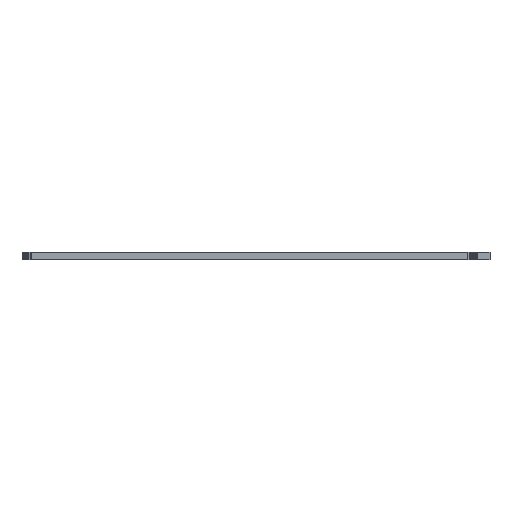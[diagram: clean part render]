
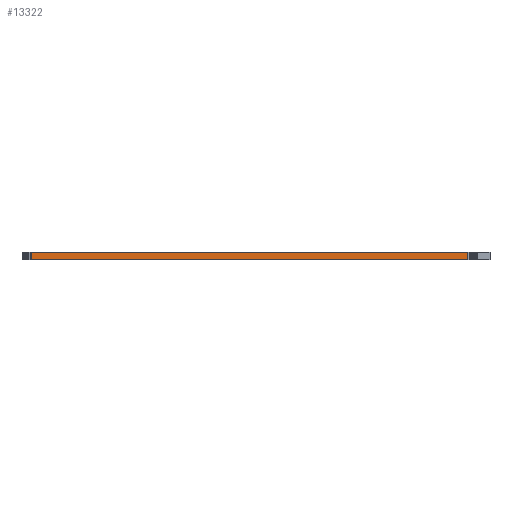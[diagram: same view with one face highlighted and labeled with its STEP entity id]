
A CAD part, front view. The second image highlights one B-rep face of the part: STEP entity #13322.
In plain terms, the highlighted planar face has unit normal (0, -1, 0).
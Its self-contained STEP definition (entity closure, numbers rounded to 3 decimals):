
#83 = PLANE('',#84);
#84 = AXIS2_PLACEMENT_3D('',#85,#86,#87);
#85 = CARTESIAN_POINT('',(214.323,-111.103,1.58));
#86 = DIRECTION('',(-0.,-0.,-1.));
#87 = DIRECTION('',(-1.,0.,0.));
#137 = PLANE('',#138);
#138 = AXIS2_PLACEMENT_3D('',#139,#140,#141);
#139 = CARTESIAN_POINT('',(214.323,-111.103,0.));
#140 = DIRECTION('',(-0.,-0.,-1.));
#141 = DIRECTION('',(-1.,0.,0.));
#946 = VERTEX_POINT('',#947);
#947 = CARTESIAN_POINT('',(244.972,-146.898,0.));
#961 = PLANE('',#962);
#962 = AXIS2_PLACEMENT_3D('',#963,#964,#965);
#963 = CARTESIAN_POINT('',(245.257,-146.877,0.));
#964 = DIRECTION('',(0.071,-0.997,0.));
#965 = DIRECTION('',(-0.997,-0.071,0.));
#973 = EDGE_CURVE('',#946,#974,#976,.T.);
#974 = VERTEX_POINT('',#975);
#975 = CARTESIAN_POINT('',(151.712,-146.904,0.));
#976 = SURFACE_CURVE('',#977,(#981,#988),.PCURVE_S1.);
#977 = LINE('',#978,#979);
#978 = CARTESIAN_POINT('',(244.972,-146.898,0.));
#979 = VECTOR('',#980,1.);
#980 = DIRECTION('',(-1.,0.,0.));
#981 = PCURVE('',#137,#982);
#982 = DEFINITIONAL_REPRESENTATION('',(#983),#987);
#983 = LINE('',#984,#985);
#984 = CARTESIAN_POINT('',(-30.649,-35.795));
#985 = VECTOR('',#986,1.);
#986 = DIRECTION('',(1.,0.));
#987 = ( GEOMETRIC_REPRESENTATION_CONTEXT(2) 
PARAMETRIC_REPRESENTATION_CONTEXT() REPRESENTATION_CONTEXT('2D SPACE',''
  ) );
#988 = PCURVE('',#989,#994);
#989 = PLANE('',#990);
#990 = AXIS2_PLACEMENT_3D('',#991,#992,#993);
#991 = CARTESIAN_POINT('',(244.972,-146.898,0.));
#992 = DIRECTION('',(0.,-1.,0.));
#993 = DIRECTION('',(-1.,0.,0.));
#994 = DEFINITIONAL_REPRESENTATION('',(#995),#999);
#995 = LINE('',#996,#997);
#996 = CARTESIAN_POINT('',(0.,0.));
#997 = VECTOR('',#998,1.);
#998 = DIRECTION('',(1.,0.));
#999 = ( GEOMETRIC_REPRESENTATION_CONTEXT(2) 
PARAMETRIC_REPRESENTATION_CONTEXT() REPRESENTATION_CONTEXT('2D SPACE',''
  ) );
#1017 = PLANE('',#1018);
#1018 = AXIS2_PLACEMENT_3D('',#1019,#1020,#1021);
#1019 = CARTESIAN_POINT('',(151.712,-146.904,0.));
#1020 = DIRECTION('',(-0.071,-0.997,0.));
#1021 = DIRECTION('',(-0.997,0.071,0.));
#7248 = VERTEX_POINT('',#7249);
#7249 = CARTESIAN_POINT('',(244.972,-146.898,1.58));
#7270 = EDGE_CURVE('',#7248,#7271,#7273,.T.);
#7271 = VERTEX_POINT('',#7272);
#7272 = CARTESIAN_POINT('',(151.712,-146.904,1.58));
#7273 = SURFACE_CURVE('',#7274,(#7278,#7285),.PCURVE_S1.);
#7274 = LINE('',#7275,#7276);
#7275 = CARTESIAN_POINT('',(244.972,-146.898,1.58));
#7276 = VECTOR('',#7277,1.);
#7277 = DIRECTION('',(-1.,0.,0.));
#7278 = PCURVE('',#83,#7279);
#7279 = DEFINITIONAL_REPRESENTATION('',(#7280),#7284);
#7280 = LINE('',#7281,#7282);
#7281 = CARTESIAN_POINT('',(-30.649,-35.795));
#7282 = VECTOR('',#7283,1.);
#7283 = DIRECTION('',(1.,0.));
#7284 = ( GEOMETRIC_REPRESENTATION_CONTEXT(2) 
PARAMETRIC_REPRESENTATION_CONTEXT() REPRESENTATION_CONTEXT('2D SPACE',''
  ) );
#7285 = PCURVE('',#989,#7286);
#7286 = DEFINITIONAL_REPRESENTATION('',(#7287),#7291);
#7287 = LINE('',#7288,#7289);
#7288 = CARTESIAN_POINT('',(0.,-1.58));
#7289 = VECTOR('',#7290,1.);
#7290 = DIRECTION('',(1.,0.));
#7291 = ( GEOMETRIC_REPRESENTATION_CONTEXT(2) 
PARAMETRIC_REPRESENTATION_CONTEXT() REPRESENTATION_CONTEXT('2D SPACE',''
  ) );
#13274 = EDGE_CURVE('',#946,#7248,#13275,.T.);
#13275 = SURFACE_CURVE('',#13276,(#13280,#13287),.PCURVE_S1.);
#13276 = LINE('',#13277,#13278);
#13277 = CARTESIAN_POINT('',(244.972,-146.898,0.));
#13278 = VECTOR('',#13279,1.);
#13279 = DIRECTION('',(0.,0.,1.));
#13280 = PCURVE('',#961,#13281);
#13281 = DEFINITIONAL_REPRESENTATION('',(#13282),#13286);
#13282 = LINE('',#13283,#13284);
#13283 = CARTESIAN_POINT('',(0.285,0.));
#13284 = VECTOR('',#13285,1.);
#13285 = DIRECTION('',(0.,-1.));
#13286 = ( GEOMETRIC_REPRESENTATION_CONTEXT(2) 
PARAMETRIC_REPRESENTATION_CONTEXT() REPRESENTATION_CONTEXT('2D SPACE',''
  ) );
#13287 = PCURVE('',#989,#13288);
#13288 = DEFINITIONAL_REPRESENTATION('',(#13289),#13293);
#13289 = LINE('',#13290,#13291);
#13290 = CARTESIAN_POINT('',(0.,0.));
#13291 = VECTOR('',#13292,1.);
#13292 = DIRECTION('',(0.,-1.));
#13293 = ( GEOMETRIC_REPRESENTATION_CONTEXT(2) 
PARAMETRIC_REPRESENTATION_CONTEXT() REPRESENTATION_CONTEXT('2D SPACE',''
  ) );
#13322 = ADVANCED_FACE('',(#13323),#989,.T.);
#13323 = FACE_BOUND('',#13324,.T.);
#13324 = EDGE_LOOP('',(#13325,#13326,#13327,#13348));
#13325 = ORIENTED_EDGE('',*,*,#13274,.T.);
#13326 = ORIENTED_EDGE('',*,*,#7270,.T.);
#13327 = ORIENTED_EDGE('',*,*,#13328,.F.);
#13328 = EDGE_CURVE('',#974,#7271,#13329,.T.);
#13329 = SURFACE_CURVE('',#13330,(#13334,#13341),.PCURVE_S1.);
#13330 = LINE('',#13331,#13332);
#13331 = CARTESIAN_POINT('',(151.712,-146.904,0.));
#13332 = VECTOR('',#13333,1.);
#13333 = DIRECTION('',(0.,0.,1.));
#13334 = PCURVE('',#989,#13335);
#13335 = DEFINITIONAL_REPRESENTATION('',(#13336),#13340);
#13336 = LINE('',#13337,#13338);
#13337 = CARTESIAN_POINT('',(93.26,0.));
#13338 = VECTOR('',#13339,1.);
#13339 = DIRECTION('',(0.,-1.));
#13340 = ( GEOMETRIC_REPRESENTATION_CONTEXT(2) 
PARAMETRIC_REPRESENTATION_CONTEXT() REPRESENTATION_CONTEXT('2D SPACE',''
  ) );
#13341 = PCURVE('',#1017,#13342);
#13342 = DEFINITIONAL_REPRESENTATION('',(#13343),#13347);
#13343 = LINE('',#13344,#13345);
#13344 = CARTESIAN_POINT('',(0.,0.));
#13345 = VECTOR('',#13346,1.);
#13346 = DIRECTION('',(0.,-1.));
#13347 = ( GEOMETRIC_REPRESENTATION_CONTEXT(2) 
PARAMETRIC_REPRESENTATION_CONTEXT() REPRESENTATION_CONTEXT('2D SPACE',''
  ) );
#13348 = ORIENTED_EDGE('',*,*,#973,.F.);
